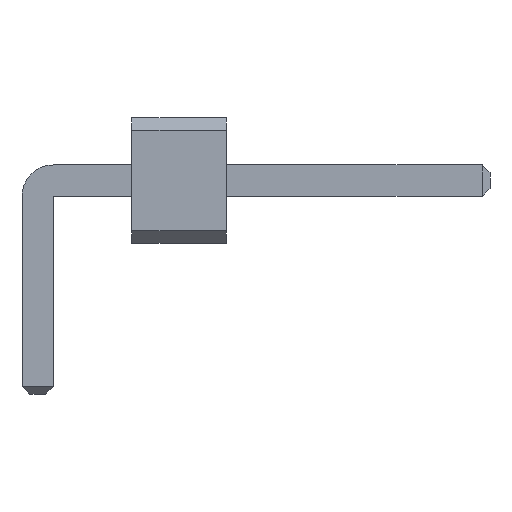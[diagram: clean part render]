
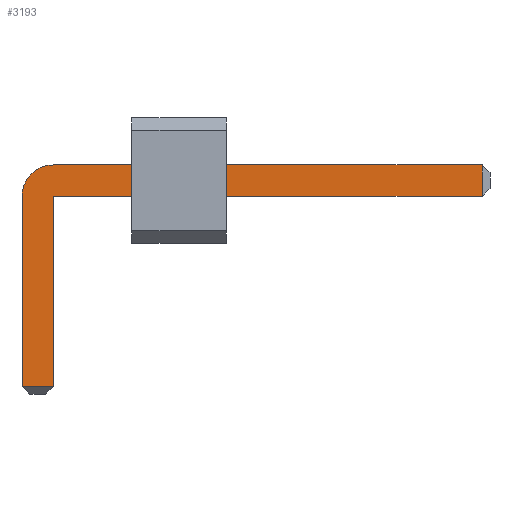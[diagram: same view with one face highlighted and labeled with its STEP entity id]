
A CAD part, front view. The second image highlights one B-rep face of the part: STEP entity #3193.
In plain terms, the highlighted planar face has unit normal (0, -1, 0).
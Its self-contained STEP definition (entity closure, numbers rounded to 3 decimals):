
#13=DIRECTION('',(0.,0.,1.));
#27=VECTOR('',#28,1.);
#28=DIRECTION('',(1.,0.,0.));
#1417=VECTOR('',#13,1.);
#1459=DIRECTION('',(0.,1.,0.));
#3007=VECTOR('',#3008,1.);
#3008=DIRECTION('',(0.,0.,-1.));
#3015=VECTOR('',#3016,1.);
#3016=DIRECTION('',(-1.,0.,0.));
#3037=DIRECTION('',(-0.,1.,0.));
#3047=VERTEX_POINT('',#3048);
#3048=CARTESIAN_POINT('',(0.25,-46.25,1.25));
#3050=ORIENTED_EDGE('',*,*,#3051,.T.);
#3051=EDGE_CURVE('',#3047,#3052,#3054,.T.);
#3052=VERTEX_POINT('',#3053);
#3053=CARTESIAN_POINT('',(7.075,-46.25,1.25));
#3054=LINE('',#3055,#27);
#3055=CARTESIAN_POINT('',(-0.25,-46.25,1.25));
#3091=EDGE_CURVE('',#3092,#3047,#3094,.T.);
#3092=VERTEX_POINT('',#3093);
#3093=CARTESIAN_POINT('',(-0.25,-46.25,0.75));
#3094=CIRCLE('',#3095,0.5);
#3095=AXIS2_PLACEMENT_3D('',#3096,#3037,#3008);
#3096=CARTESIAN_POINT('',(0.25,-46.25,0.75));
#3108=VERTEX_POINT('',#3109);
#3109=CARTESIAN_POINT('',(7.075,-46.25,0.75));
#3111=ORIENTED_EDGE('',*,*,#3112,.T.);
#3112=EDGE_CURVE('',#3108,#3113,#3114,.T.);
#3113=VERTEX_POINT('',#3096);
#3114=LINE('',#3115,#3015);
#3115=CARTESIAN_POINT('',(7.2,-46.25,0.75));
#3127=VERTEX_POINT('',#3128);
#3128=CARTESIAN_POINT('',(-0.25,-46.25,-2.275));
#3130=ORIENTED_EDGE('',*,*,#3131,.T.);
#3131=EDGE_CURVE('',#3127,#3092,#3132,.T.);
#3132=LINE('',#3133,#1417);
#3133=CARTESIAN_POINT('',(-0.25,-46.25,-2.4));
#3141=ORIENTED_EDGE('',*,*,#3142,.T.);
#3142=EDGE_CURVE('',#3113,#3143,#3145,.T.);
#3143=VERTEX_POINT('',#3144);
#3144=CARTESIAN_POINT('',(0.25,-46.25,-2.275));
#3145=LINE('',#3096,#3007);
#3193=ADVANCED_FACE('',(#3194),#3203,.F.);
#3194=FACE_BOUND('',#3195,.F.);
#3195=EDGE_LOOP('',(#3050,#3196,#3111,#3141,#3199,#3130,#3202));
#3196=ORIENTED_EDGE('',*,*,#3197,.T.);
#3197=EDGE_CURVE('',#3052,#3108,#3198,.T.);
#3198=LINE('',#3053,#3007);
#3199=ORIENTED_EDGE('',*,*,#3200,.T.);
#3200=EDGE_CURVE('',#3143,#3127,#3201,.T.);
#3201=LINE('',#3144,#3015);
#3202=ORIENTED_EDGE('',*,*,#3091,.T.);
#3203=PLANE('',#3204);
#3204=AXIS2_PLACEMENT_3D('',#3205,#1459,#13);
#3205=CARTESIAN_POINT('',(2.489,-46.25,0.411));
